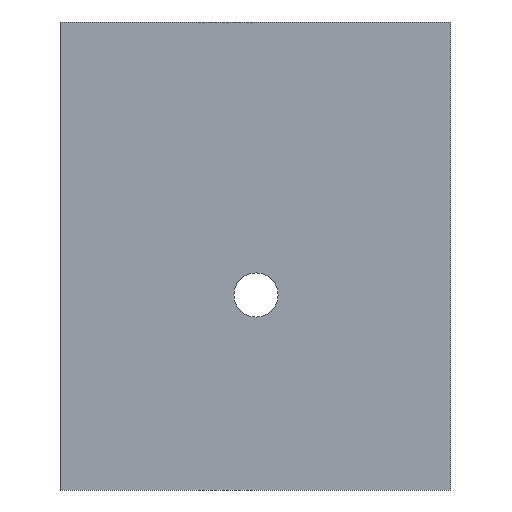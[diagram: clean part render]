
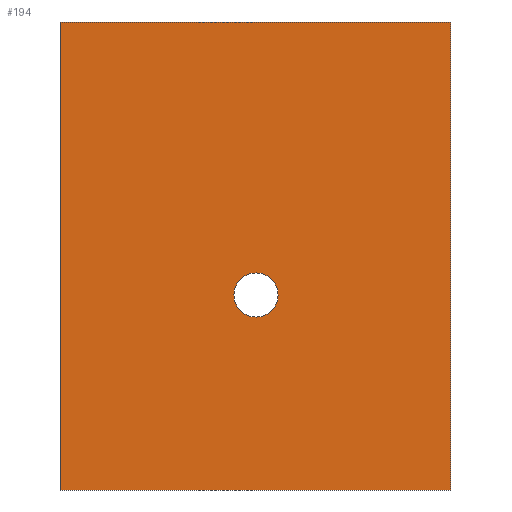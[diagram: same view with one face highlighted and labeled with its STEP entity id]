
A CAD part, front view. The second image highlights one B-rep face of the part: STEP entity #194.
In plain terms, the highlighted planar face has unit normal (0, -1, 0).
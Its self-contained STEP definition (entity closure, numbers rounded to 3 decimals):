
#11 = PLANE ( 'NONE',  #191 ) ;
#14 = CARTESIAN_POINT ( 'NONE',  ( 30., -19., 0. ) ) ;
#21 = DIRECTION ( 'NONE',  ( 0., 1., 0. ) ) ;
#54 = EDGE_CURVE ( 'NONE', #325, #236, #458, .T. ) ;
#63 = VERTEX_POINT ( 'NONE', #250 ) ;
#72 = LINE ( 'NONE', #411, #363 ) ;
#77 = VECTOR ( 'NONE', #337, 1000. ) ;
#80 = ORIENTED_EDGE ( 'NONE', *, *, #174, .F. ) ;
#86 = CARTESIAN_POINT ( 'NONE',  ( 0., -19., 3. ) ) ;
#97 = ORIENTED_EDGE ( 'NONE', *, *, #54, .T. ) ;
#132 = LINE ( 'NONE', #184, #408 ) ;
#133 = DIRECTION ( 'NONE',  ( 0., -1., 0. ) ) ;
#160 = ORIENTED_EDGE ( 'NONE', *, *, #289, .F. ) ;
#162 = DIRECTION ( 'NONE',  ( 0., -1., 0. ) ) ;
#174 = EDGE_CURVE ( 'NONE', #63, #261, #204, .T. ) ;
#184 = CARTESIAN_POINT ( 'NONE',  ( 0., -19., 0. ) ) ;
#187 = DIRECTION ( 'NONE',  ( 0., 0., -1. ) ) ;
#188 = CARTESIAN_POINT ( 'NONE',  ( 30., -19., -33. ) ) ;
#191 = AXIS2_PLACEMENT_3D ( 'NONE', #14, #21, #228 ) ;
#194 = ADVANCED_FACE ( 'NONE', ( #385, #341 ), #11, .F. ) ;
#198 = CARTESIAN_POINT ( 'NONE',  ( 30., -19., 3. ) ) ;
#204 = CIRCLE ( 'NONE', #335, 1.7 ) ;
#206 = CARTESIAN_POINT ( 'NONE',  ( 15., -19., -18. ) ) ;
#228 = DIRECTION ( 'NONE',  ( 0., 0., 1. ) ) ;
#229 = EDGE_CURVE ( 'NONE', #447, #510, #264, .T. ) ;
#231 = CARTESIAN_POINT ( 'NONE',  ( 30., -19., -33. ) ) ;
#236 = VERTEX_POINT ( 'NONE', #86 ) ;
#250 = CARTESIAN_POINT ( 'NONE',  ( 15., -19., -16.3 ) ) ;
#261 = VERTEX_POINT ( 'NONE', #526 ) ;
#262 = CIRCLE ( 'NONE', #437, 1.7 ) ;
#264 = LINE ( 'NONE', #188, #309 ) ;
#281 = DIRECTION ( 'NONE',  ( 0., 0., -1. ) ) ;
#287 = CARTESIAN_POINT ( 'NONE',  ( 30., -19., 3. ) ) ;
#289 = EDGE_CURVE ( 'NONE', #261, #63, #262, .T. ) ;
#297 = CARTESIAN_POINT ( 'NONE',  ( 0., -19., -33. ) ) ;
#302 = DIRECTION ( 'NONE',  ( 0., 0., -1. ) ) ;
#309 = VECTOR ( 'NONE', #468, 1000. ) ;
#313 = ORIENTED_EDGE ( 'NONE', *, *, #229, .F. ) ;
#325 = VERTEX_POINT ( 'NONE', #198 ) ;
#335 = AXIS2_PLACEMENT_3D ( 'NONE', #206, #162, #281 ) ;
#337 = DIRECTION ( 'NONE',  ( -1., 0., 0. ) ) ;
#341 = FACE_OUTER_BOUND ( 'NONE', #389, .T. ) ;
#354 = EDGE_LOOP ( 'NONE', ( #160, #80 ) ) ;
#363 = VECTOR ( 'NONE', #187, 1000. ) ;
#385 = FACE_BOUND ( 'NONE', #354, .T. ) ;
#389 = EDGE_LOOP ( 'NONE', ( #450, #313, #454, #97 ) ) ;
#407 = EDGE_CURVE ( 'NONE', #325, #447, #72, .T. ) ;
#408 = VECTOR ( 'NONE', #302, 1000. ) ;
#411 = CARTESIAN_POINT ( 'NONE',  ( 30., -19., 0. ) ) ;
#437 = AXIS2_PLACEMENT_3D ( 'NONE', #518, #133, #481 ) ;
#447 = VERTEX_POINT ( 'NONE', #231 ) ;
#450 = ORIENTED_EDGE ( 'NONE', *, *, #498, .T. ) ;
#454 = ORIENTED_EDGE ( 'NONE', *, *, #407, .F. ) ;
#458 = LINE ( 'NONE', #287, #77 ) ;
#468 = DIRECTION ( 'NONE',  ( -1., 0., 0. ) ) ;
#481 = DIRECTION ( 'NONE',  ( 0., 0., -1. ) ) ;
#498 = EDGE_CURVE ( 'NONE', #236, #510, #132, .T. ) ;
#510 = VERTEX_POINT ( 'NONE', #297 ) ;
#518 = CARTESIAN_POINT ( 'NONE',  ( 15., -19., -18. ) ) ;
#526 = CARTESIAN_POINT ( 'NONE',  ( 15., -19., -19.7 ) ) ;
